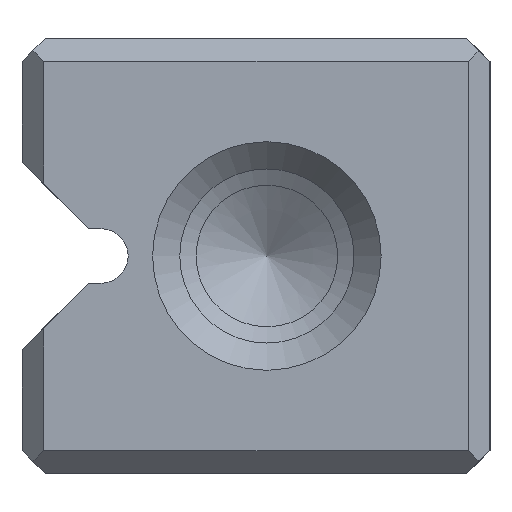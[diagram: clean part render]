
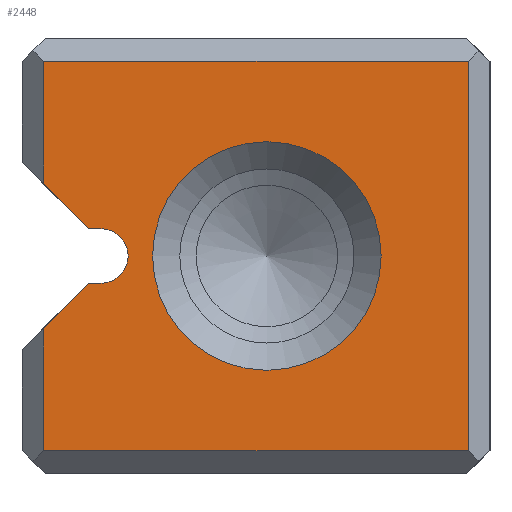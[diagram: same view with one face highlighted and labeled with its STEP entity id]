
A CAD part, left-side view. The second image highlights one B-rep face of the part: STEP entity #2448.
In plain terms, the highlighted planar face has unit normal (-1, 0, 0).
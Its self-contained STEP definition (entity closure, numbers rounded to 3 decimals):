
#2448=ADVANCED_FACE('',(#3297,#3298),#2808,.T.);
#2808=PLANE('',#8512);
#3043=CIRCLE('',#8510,2.1);
#3044=CIRCLE('',#8511,0.5);
#3297=FACE_BOUND('',#3442,.T.);
#3298=FACE_BOUND('',#3443,.T.);
#3442=EDGE_LOOP('',(#4111));
#3443=EDGE_LOOP('',(#4112,#4113,#4114,#4115,#4116,#4117,#4118,#4119,#4120,
#4121));
#4111=ORIENTED_EDGE('',*,*,#6523,.T.);
#4112=ORIENTED_EDGE('',*,*,#6524,.T.);
#4113=ORIENTED_EDGE('',*,*,#6525,.T.);
#4114=ORIENTED_EDGE('',*,*,#6526,.T.);
#4115=ORIENTED_EDGE('',*,*,#6527,.T.);
#4116=ORIENTED_EDGE('',*,*,#6528,.T.);
#4117=ORIENTED_EDGE('',*,*,#6529,.T.);
#4118=ORIENTED_EDGE('',*,*,#6530,.T.);
#4119=ORIENTED_EDGE('',*,*,#6531,.F.);
#4120=ORIENTED_EDGE('',*,*,#6532,.F.);
#4121=ORIENTED_EDGE('',*,*,#6533,.T.);
#5902=VERTEX_POINT('',#10879);
#5903=VERTEX_POINT('',#10881);
#5904=VERTEX_POINT('',#10882);
#5905=VERTEX_POINT('',#10884);
#5906=VERTEX_POINT('',#10886);
#5907=VERTEX_POINT('',#10888);
#5908=VERTEX_POINT('',#10890);
#5909=VERTEX_POINT('',#10892);
#5910=VERTEX_POINT('',#10894);
#5911=VERTEX_POINT('',#10896);
#5912=VERTEX_POINT('',#10898);
#6523=EDGE_CURVE('',#5902,#5902,#3043,.T.);
#6524=EDGE_CURVE('',#5903,#5904,#7339,.T.);
#6525=EDGE_CURVE('',#5904,#5905,#7340,.T.);
#6526=EDGE_CURVE('',#5905,#5906,#7341,.T.);
#6527=EDGE_CURVE('',#5906,#5907,#7342,.T.);
#6528=EDGE_CURVE('',#5907,#5908,#7343,.T.);
#6529=EDGE_CURVE('',#5908,#5909,#7344,.T.);
#6530=EDGE_CURVE('',#5909,#5910,#3044,.T.);
#6531=EDGE_CURVE('',#5911,#5910,#7345,.T.);
#6532=EDGE_CURVE('',#5912,#5911,#7346,.T.);
#6533=EDGE_CURVE('',#5912,#5903,#7347,.T.);
#7339=LINE('',#10880,#8004);
#7340=LINE('',#10883,#8005);
#7341=LINE('',#10885,#8006);
#7342=LINE('',#10887,#8007);
#7343=LINE('',#10889,#8008);
#7344=LINE('',#10891,#8009);
#7345=LINE('',#10895,#8010);
#7346=LINE('',#10897,#8011);
#7347=LINE('',#10899,#8012);
#8004=VECTOR('',#9018,1.);
#8005=VECTOR('',#9019,1.);
#8006=VECTOR('',#9020,1.);
#8007=VECTOR('',#9021,1.);
#8008=VECTOR('',#9022,1.);
#8009=VECTOR('',#9023,1.);
#8010=VECTOR('',#9026,1.);
#8011=VECTOR('',#9027,1.);
#8012=VECTOR('',#9028,1.);
#8510=AXIS2_PLACEMENT_3D('',#10878,#9016,#9017);
#8511=AXIS2_PLACEMENT_3D('',#10893,#9024,#9025);
#8512=AXIS2_PLACEMENT_3D('',#10900,#9029,#9030);
#9016=DIRECTION('',(1.,0.,0.));
#9017=DIRECTION('',(0.,0.,-1.));
#9018=DIRECTION('',(0.,-1.,0.));
#9019=DIRECTION('',(0.,0.,1.));
#9020=DIRECTION('',(0.,1.,0.));
#9021=DIRECTION('',(0.,0.,-1.));
#9022=DIRECTION('',(0.,-0.707,-0.707));
#9023=DIRECTION('',(0.,-1.,0.));
#9024=DIRECTION('',(1.,0.,0.));
#9025=DIRECTION('',(0.,0.,1.));
#9026=DIRECTION('',(0.,-1.,0.));
#9027=DIRECTION('',(0.,-0.707,0.707));
#9028=DIRECTION('',(0.,0.,-1.));
#9029=DIRECTION('',(-1.,0.,0.));
#9030=DIRECTION('',(0.,0.,-1.));
#10878=CARTESIAN_POINT('',(0.,4.1,4.));
#10879=CARTESIAN_POINT('',(0.,4.1,1.9));
#10880=CARTESIAN_POINT('',(0.,4.3,0.425));
#10881=CARTESIAN_POINT('',(0.,8.2,0.425));
#10882=CARTESIAN_POINT('',(0.,0.4,0.425));
#10883=CARTESIAN_POINT('',(0.,0.4,0.));
#10884=CARTESIAN_POINT('',(0.,0.4,7.575));
#10885=CARTESIAN_POINT('',(0.,4.3,7.575));
#10886=CARTESIAN_POINT('',(0.,8.2,7.575));
#10887=CARTESIAN_POINT('',(0.,8.2,0.));
#10888=CARTESIAN_POINT('',(0.,8.2,5.321));
#10889=CARTESIAN_POINT('',(0.,8.6,5.721));
#10890=CARTESIAN_POINT('',(0.,7.379,4.5));
#10891=CARTESIAN_POINT('',(0.,6.65,4.5));
#10892=CARTESIAN_POINT('',(0.,7.15,4.5));
#10893=CARTESIAN_POINT('',(0.,7.15,4.));
#10894=CARTESIAN_POINT('',(0.,7.15,3.5));
#10895=CARTESIAN_POINT('',(0.,6.65,3.5));
#10896=CARTESIAN_POINT('',(0.,7.379,3.5));
#10897=CARTESIAN_POINT('',(0.,8.6,2.279));
#10898=CARTESIAN_POINT('',(0.,8.2,2.679));
#10899=CARTESIAN_POINT('',(0.,8.2,0.));
#10900=CARTESIAN_POINT('',(0.,4.3,0.));
